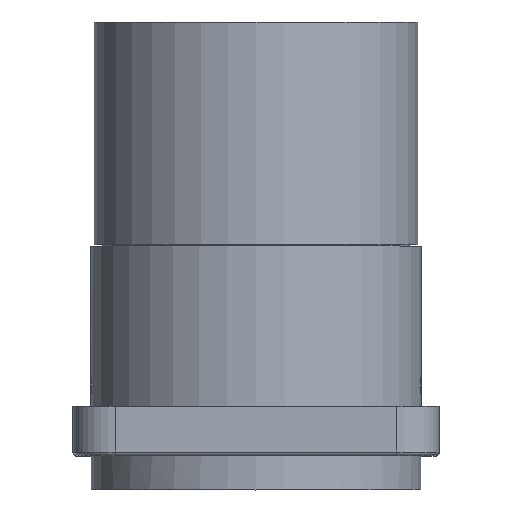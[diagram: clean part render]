
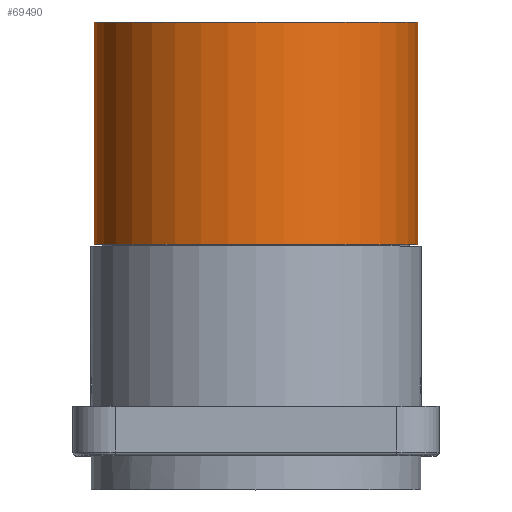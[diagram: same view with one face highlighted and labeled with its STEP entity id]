
A CAD part, top view. The second image highlights one B-rep face of the part: STEP entity #69490.
In plain terms, the highlighted cylindrical face has radius 11.5 mm (diameter 23 mm), a full revolution.
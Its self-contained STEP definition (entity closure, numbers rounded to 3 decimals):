
#1927=CIRCLE('',#74419,11.5);
#1929=CIRCLE('',#74431,11.5);
#7468=FACE_OUTER_BOUND('',#10817,.T.);
#10817=EDGE_LOOP('',(#61887,#61888,#61889,#61890));
#18724=LINE('',#111514,#26689);
#26689=VECTOR('',#91993,11.5);
#33036=VERTEX_POINT('',#111465);
#33050=VERTEX_POINT('',#111513);
#42683=EDGE_CURVE('',#33036,#33036,#1927,.T.);
#42707=EDGE_CURVE('',#33036,#33050,#18724,.T.);
#42708=EDGE_CURVE('',#33050,#33050,#1929,.T.);
#61887=ORIENTED_EDGE('',*,*,#42683,.F.);
#61888=ORIENTED_EDGE('',*,*,#42707,.T.);
#61889=ORIENTED_EDGE('',*,*,#42708,.F.);
#61890=ORIENTED_EDGE('',*,*,#42707,.F.);
#63144=CYLINDRICAL_SURFACE('',#74430,11.5);
#69490=ADVANCED_FACE('',(#7468),#63144,.T.);
#74419=AXIS2_PLACEMENT_3D('',#111466,#91947,#91948);
#74430=AXIS2_PLACEMENT_3D('',#111512,#91991,#91992);
#74431=AXIS2_PLACEMENT_3D('',#111515,#91994,#91995);
#91947=DIRECTION('center_axis',(0.,-1.,0.));
#91948=DIRECTION('ref_axis',(1.,0.,0.));
#91991=DIRECTION('center_axis',(0.,-1.,0.));
#91992=DIRECTION('ref_axis',(1.,0.,0.));
#91993=DIRECTION('',(0.,1.,0.));
#91994=DIRECTION('center_axis',(0.,1.,0.));
#91995=DIRECTION('ref_axis',(1.,0.,0.));
#111465=CARTESIAN_POINT('',(-11.5,11.5,0.));
#111466=CARTESIAN_POINT('Origin',(0.,11.5,0.));
#111512=CARTESIAN_POINT('Origin',(0.,27.3,0.));
#111513=CARTESIAN_POINT('',(-11.5,27.3,0.));
#111514=CARTESIAN_POINT('',(-11.5,27.3,0.));
#111515=CARTESIAN_POINT('Origin',(0.,27.3,0.));
